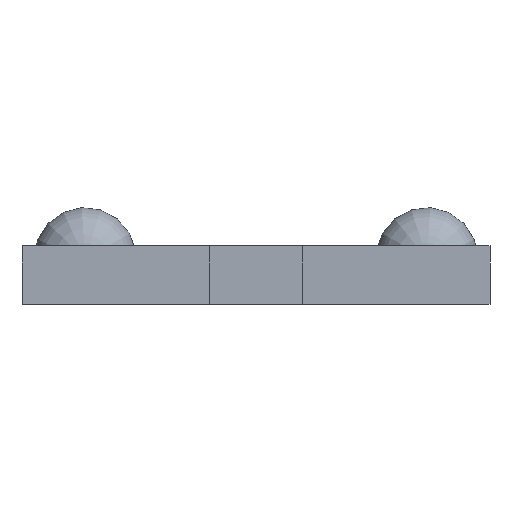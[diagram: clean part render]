
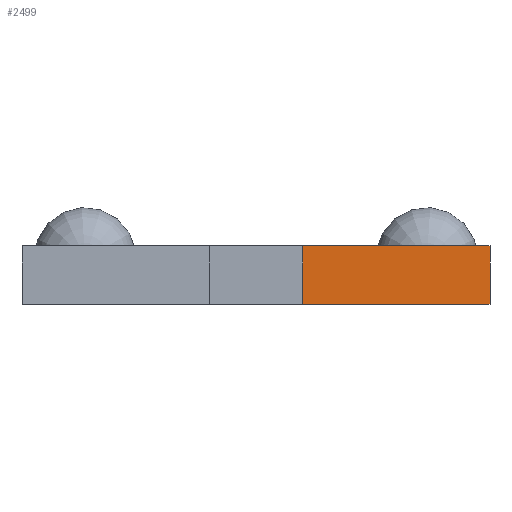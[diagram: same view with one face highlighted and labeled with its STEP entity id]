
A CAD part, front view. The second image highlights one B-rep face of the part: STEP entity #2499.
In plain terms, the highlighted planar face has unit normal (0, -1, 0).
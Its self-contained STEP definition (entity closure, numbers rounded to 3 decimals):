
#66 = PLANE('',#67);
#67 = AXIS2_PLACEMENT_3D('',#68,#69,#70);
#68 = CARTESIAN_POINT('',(0.,0.,0.));
#69 = DIRECTION('',(0.,0.,1.));
#70 = DIRECTION('',(1.,0.,0.));
#122 = PLANE('',#123);
#123 = AXIS2_PLACEMENT_3D('',#124,#125,#126);
#124 = CARTESIAN_POINT('',(0.,0.,1.25));
#125 = DIRECTION('',(0.,0.,1.));
#126 = DIRECTION('',(1.,0.,0.));
#608 = VERTEX_POINT('',#609);
#609 = CARTESIAN_POINT('',(1.,-3.81,0.));
#623 = PLANE('',#624);
#624 = AXIS2_PLACEMENT_3D('',#625,#626,#627);
#625 = CARTESIAN_POINT('',(1.,-3.61,12.761));
#626 = DIRECTION('',(-1.,0.,0.));
#627 = DIRECTION('',(0.,-1.,0.));
#635 = EDGE_CURVE('',#636,#608,#638,.T.);
#636 = VERTEX_POINT('',#637);
#637 = CARTESIAN_POINT('',(5.,-3.81,0.));
#638 = SURFACE_CURVE('',#639,(#643,#650),.PCURVE_S1.);
#639 = LINE('',#640,#641);
#640 = CARTESIAN_POINT('',(5.,-3.81,0.));
#641 = VECTOR('',#642,1.);
#642 = DIRECTION('',(-1.,0.,0.));
#643 = PCURVE('',#66,#644);
#644 = DEFINITIONAL_REPRESENTATION('',(#645),#649);
#645 = LINE('',#646,#647);
#646 = CARTESIAN_POINT('',(5.,-3.81));
#647 = VECTOR('',#648,1.);
#648 = DIRECTION('',(-1.,0.));
#649 = ( GEOMETRIC_REPRESENTATION_CONTEXT(2) 
PARAMETRIC_REPRESENTATION_CONTEXT() REPRESENTATION_CONTEXT('2D SPACE',''
  ) );
#650 = PCURVE('',#651,#656);
#651 = PLANE('',#652);
#652 = AXIS2_PLACEMENT_3D('',#653,#654,#655);
#653 = CARTESIAN_POINT('',(5.,-3.81,0.));
#654 = DIRECTION('',(0.,-1.,0.));
#655 = DIRECTION('',(-1.,0.,0.));
#656 = DEFINITIONAL_REPRESENTATION('',(#657),#661);
#657 = LINE('',#658,#659);
#658 = CARTESIAN_POINT('',(0.,-0.));
#659 = VECTOR('',#660,1.);
#660 = DIRECTION('',(1.,0.));
#661 = ( GEOMETRIC_REPRESENTATION_CONTEXT(2) 
PARAMETRIC_REPRESENTATION_CONTEXT() REPRESENTATION_CONTEXT('2D SPACE',''
  ) );
#679 = PLANE('',#680);
#680 = AXIS2_PLACEMENT_3D('',#681,#682,#683);
#681 = CARTESIAN_POINT('',(5.,3.81,0.));
#682 = DIRECTION('',(1.,0.,0.));
#683 = DIRECTION('',(0.,-1.,0.));
#1569 = VERTEX_POINT('',#1570);
#1570 = CARTESIAN_POINT('',(1.,-3.81,1.25));
#1591 = EDGE_CURVE('',#1592,#1569,#1594,.T.);
#1592 = VERTEX_POINT('',#1593);
#1593 = CARTESIAN_POINT('',(5.,-3.81,1.25));
#1594 = SURFACE_CURVE('',#1595,(#1599,#1606),.PCURVE_S1.);
#1595 = LINE('',#1596,#1597);
#1596 = CARTESIAN_POINT('',(5.,-3.81,1.25));
#1597 = VECTOR('',#1598,1.);
#1598 = DIRECTION('',(-1.,0.,0.));
#1599 = PCURVE('',#122,#1600);
#1600 = DEFINITIONAL_REPRESENTATION('',(#1601),#1605);
#1601 = LINE('',#1602,#1603);
#1602 = CARTESIAN_POINT('',(5.,-3.81));
#1603 = VECTOR('',#1604,1.);
#1604 = DIRECTION('',(-1.,0.));
#1605 = ( GEOMETRIC_REPRESENTATION_CONTEXT(2) 
PARAMETRIC_REPRESENTATION_CONTEXT() REPRESENTATION_CONTEXT('2D SPACE',''
  ) );
#1606 = PCURVE('',#651,#1607);
#1607 = DEFINITIONAL_REPRESENTATION('',(#1608),#1612);
#1608 = LINE('',#1609,#1610);
#1609 = CARTESIAN_POINT('',(0.,-1.25));
#1610 = VECTOR('',#1611,1.);
#1611 = DIRECTION('',(1.,0.));
#1612 = ( GEOMETRIC_REPRESENTATION_CONTEXT(2) 
PARAMETRIC_REPRESENTATION_CONTEXT() REPRESENTATION_CONTEXT('2D SPACE',''
  ) );
#2479 = EDGE_CURVE('',#636,#1592,#2480,.T.);
#2480 = SURFACE_CURVE('',#2481,(#2485,#2492),.PCURVE_S1.);
#2481 = LINE('',#2482,#2483);
#2482 = CARTESIAN_POINT('',(5.,-3.81,0.));
#2483 = VECTOR('',#2484,1.);
#2484 = DIRECTION('',(0.,0.,1.));
#2485 = PCURVE('',#679,#2486);
#2486 = DEFINITIONAL_REPRESENTATION('',(#2487),#2491);
#2487 = LINE('',#2488,#2489);
#2488 = CARTESIAN_POINT('',(7.62,0.));
#2489 = VECTOR('',#2490,1.);
#2490 = DIRECTION('',(0.,-1.));
#2491 = ( GEOMETRIC_REPRESENTATION_CONTEXT(2) 
PARAMETRIC_REPRESENTATION_CONTEXT() REPRESENTATION_CONTEXT('2D SPACE',''
  ) );
#2492 = PCURVE('',#651,#2493);
#2493 = DEFINITIONAL_REPRESENTATION('',(#2494),#2498);
#2494 = LINE('',#2495,#2496);
#2495 = CARTESIAN_POINT('',(0.,-0.));
#2496 = VECTOR('',#2497,1.);
#2497 = DIRECTION('',(0.,-1.));
#2498 = ( GEOMETRIC_REPRESENTATION_CONTEXT(2) 
PARAMETRIC_REPRESENTATION_CONTEXT() REPRESENTATION_CONTEXT('2D SPACE',''
  ) );
#2499 = ADVANCED_FACE('',(#2500),#651,.T.);
#2500 = FACE_BOUND('',#2501,.T.);
#2501 = EDGE_LOOP('',(#2502,#2503,#2504,#2505));
#2502 = ORIENTED_EDGE('',*,*,#635,.F.);
#2503 = ORIENTED_EDGE('',*,*,#2479,.T.);
#2504 = ORIENTED_EDGE('',*,*,#1591,.T.);
#2505 = ORIENTED_EDGE('',*,*,#2506,.T.);
#2506 = EDGE_CURVE('',#1569,#608,#2507,.T.);
#2507 = SURFACE_CURVE('',#2508,(#2512,#2519),.PCURVE_S1.);
#2508 = LINE('',#2509,#2510);
#2509 = CARTESIAN_POINT('',(1.,-3.81,12.761));
#2510 = VECTOR('',#2511,1.);
#2511 = DIRECTION('',(-0.,-0.,-1.));
#2512 = PCURVE('',#651,#2513);
#2513 = DEFINITIONAL_REPRESENTATION('',(#2514),#2518);
#2514 = LINE('',#2515,#2516);
#2515 = CARTESIAN_POINT('',(4.,-12.761));
#2516 = VECTOR('',#2517,1.);
#2517 = DIRECTION('',(0.,1.));
#2518 = ( GEOMETRIC_REPRESENTATION_CONTEXT(2) 
PARAMETRIC_REPRESENTATION_CONTEXT() REPRESENTATION_CONTEXT('2D SPACE',''
  ) );
#2519 = PCURVE('',#623,#2520);
#2520 = DEFINITIONAL_REPRESENTATION('',(#2521),#2525);
#2521 = LINE('',#2522,#2523);
#2522 = CARTESIAN_POINT('',(0.2,0.));
#2523 = VECTOR('',#2524,1.);
#2524 = DIRECTION('',(0.,-1.));
#2525 = ( GEOMETRIC_REPRESENTATION_CONTEXT(2) 
PARAMETRIC_REPRESENTATION_CONTEXT() REPRESENTATION_CONTEXT('2D SPACE',''
  ) );
